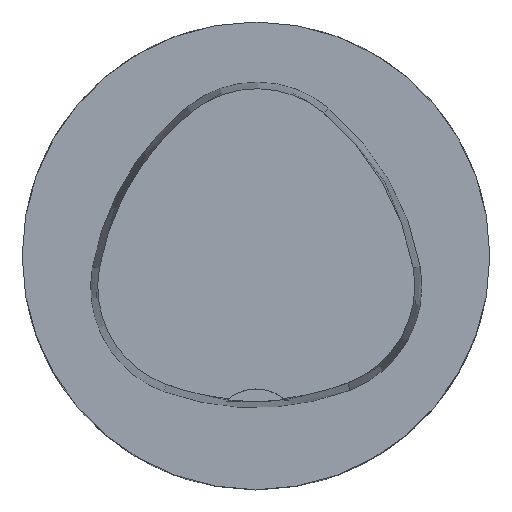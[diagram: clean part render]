
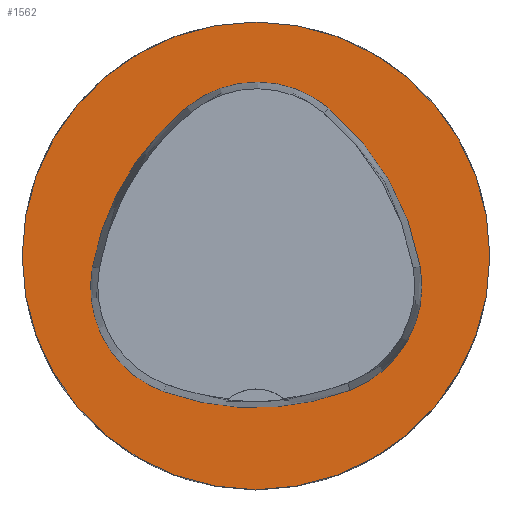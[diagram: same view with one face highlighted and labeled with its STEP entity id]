
A CAD part, top view. The second image highlights one B-rep face of the part: STEP entity #1562.
In plain terms, the highlighted planar face has unit normal (0, 0, 1).
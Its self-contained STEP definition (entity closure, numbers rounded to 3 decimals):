
#491=PLANE('',#8746);
#1562=ADVANCED_FACE('',(#2985,#2986),#491,.T.);
#2985=FACE_BOUND('',#3539,.T.);
#2986=FACE_BOUND('',#3540,.T.);
#3539=EDGE_LOOP('',(#5575,#5576,#5577,#5578,#5579,#5580));
#3540=EDGE_LOOP('',(#5581));
#5575=ORIENTED_EDGE('',*,*,#7427,.T.);
#5576=ORIENTED_EDGE('',*,*,#7407,.T.);
#5577=ORIENTED_EDGE('',*,*,#7411,.T.);
#5578=ORIENTED_EDGE('',*,*,#7414,.T.);
#5579=ORIENTED_EDGE('',*,*,#7417,.T.);
#5580=ORIENTED_EDGE('',*,*,#7425,.T.);
#5581=ORIENTED_EDGE('',*,*,#6424,.F.);
#5669=VERTEX_POINT('',#11147);
#6384=VERTEX_POINT('',#51577);
#6385=VERTEX_POINT('',#51578);
#6388=VERTEX_POINT('',#51586);
#6390=VERTEX_POINT('',#51592);
#6392=VERTEX_POINT('',#51598);
#6399=VERTEX_POINT('',#51619);
#6424=EDGE_CURVE('',#5669,#5669,#7460,.T.);
#7407=EDGE_CURVE('',#6384,#6385,#7627,.T.);
#7411=EDGE_CURVE('',#6385,#6388,#7629,.T.);
#7414=EDGE_CURVE('',#6388,#6390,#7631,.T.);
#7417=EDGE_CURVE('',#6390,#6392,#7633,.T.);
#7425=EDGE_CURVE('',#6392,#6399,#7637,.T.);
#7427=EDGE_CURVE('',#6399,#6384,#7639,.T.);
#7460=CIRCLE('',#7846,31.5);
#7627=CIRCLE('',#8724,36.);
#7629=CIRCLE('',#8727,15.);
#7631=CIRCLE('',#8730,36.);
#7633=CIRCLE('',#8733,15.);
#7637=CIRCLE('',#8738,36.);
#7639=CIRCLE('',#8741,15.);
#7846=AXIS2_PLACEMENT_3D('',#11146,#8839,#8840);
#8724=AXIS2_PLACEMENT_3D('',#51576,#10947,#10948);
#8727=AXIS2_PLACEMENT_3D('',#51585,#10955,#10956);
#8730=AXIS2_PLACEMENT_3D('',#51591,#10962,#10963);
#8733=AXIS2_PLACEMENT_3D('',#51597,#10969,#10970);
#8738=AXIS2_PLACEMENT_3D('',#51620,#10981,#10982);
#8741=AXIS2_PLACEMENT_3D('',#51623,#10987,#10988);
#8746=AXIS2_PLACEMENT_3D('',#51628,#10997,#10998);
#8839=DIRECTION('',(0.,0.,-1.));
#8840=DIRECTION('',(-1.,0.,0.));
#10947=DIRECTION('',(0.,0.,-1.));
#10948=DIRECTION('',(-1.,0.,0.));
#10955=DIRECTION('',(0.,0.,-1.));
#10956=DIRECTION('',(-1.,0.,0.));
#10962=DIRECTION('',(0.,0.,-1.));
#10963=DIRECTION('',(-1.,0.,0.));
#10969=DIRECTION('',(0.,0.,-1.));
#10970=DIRECTION('',(-1.,0.,0.));
#10981=DIRECTION('',(0.,0.,-1.));
#10982=DIRECTION('',(-1.,0.,0.));
#10987=DIRECTION('',(0.,0.,-1.));
#10988=DIRECTION('',(-1.,0.,0.));
#10997=DIRECTION('',(0.,0.,1.));
#10998=DIRECTION('',(1.,0.,0.));
#11146=CARTESIAN_POINT('',(0.,0.,0.));
#11147=CARTESIAN_POINT('',(-31.5,0.,0.));
#51576=CARTESIAN_POINT('',(13.398,-7.893,0.));
#51577=CARTESIAN_POINT('',(-22.041,-1.562,0.));
#51578=CARTESIAN_POINT('',(-9.317,20.036,0.));
#51585=CARTESIAN_POINT('',(0.148,8.399,0.));
#51586=CARTESIAN_POINT('',(9.779,19.898,0.));
#51591=CARTESIAN_POINT('',(-13.337,-7.7,0.));
#51592=CARTESIAN_POINT('',(22.122,-1.48,0.));
#51597=CARTESIAN_POINT('',(7.347,-4.071,0.));
#51598=CARTESIAN_POINT('',(12.693,-18.087,0.));
#51619=CARTESIAN_POINT('',(-12.373,-18.307,0.));
#51620=CARTESIAN_POINT('',(-0.137,15.55,0.));
#51623=CARTESIAN_POINT('',(-7.275,-4.2,0.));
#51628=CARTESIAN_POINT('',(0.,0.,0.));
